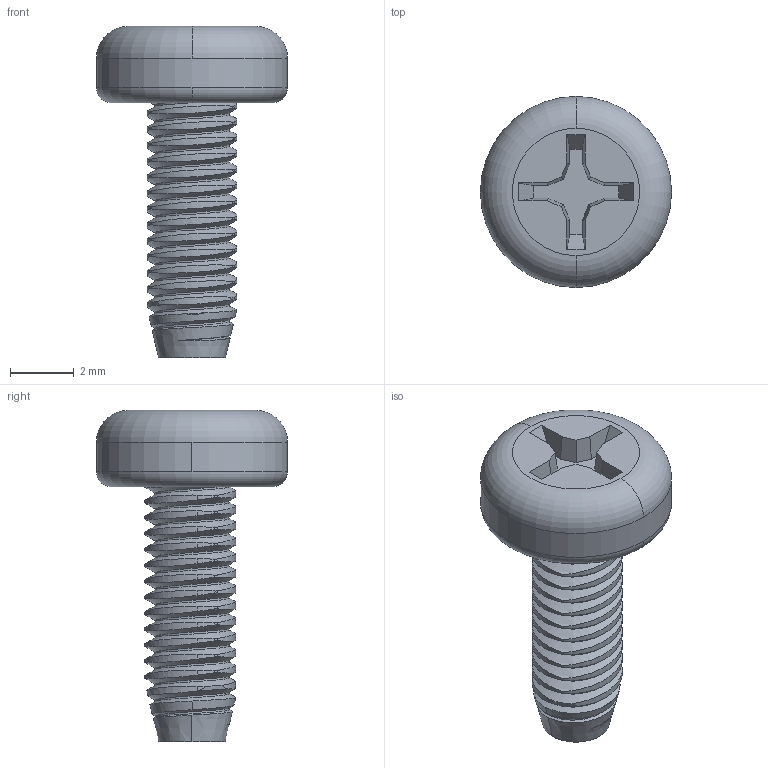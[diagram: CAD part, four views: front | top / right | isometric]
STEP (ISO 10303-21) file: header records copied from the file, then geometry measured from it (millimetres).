
FILE_DESCRIPTION (( 'STEP AP203' ), '1' );
FILE_NAME ('94209A356_Thread-Forming Screws for Soft Metal.STEP', '2021-09-09T17:49:34', ( 'Administrator' ), ( 'Managed by Terraform' ), 'SwSTEP 2.0', 'SolidWorks 2017', '' );
FILE_SCHEMA (( 'CONFIG_CONTROL_DESIGN' ));
Length unit declared in the file: millimetre
Products named in the file (1): 94209A356_Thread-Forming Screws for Soft Metal
Bounding box: 6 x 6 x 10.4 mm (x, y, z)
Volume: 103 mm3; surface area: 191.6 mm2
Topology: 1 solids, 1 shells, 163 faces, 477 edges, 318 vertices
Faces by surface type: cylinder 126, plane 24, cone 7, torus 4, bspline 2
Entity records: 7945 total; most frequent: CARTESIAN_POINT 4123, ORIENTED_EDGE 954, DIRECTION 554, EDGE_CURVE 477, VERTEX_POINT 318, B_SPLINE_CURVE_WITH_KNOTS 208, AXIS2_PLACEMENT_3D 185, VECTOR 184
